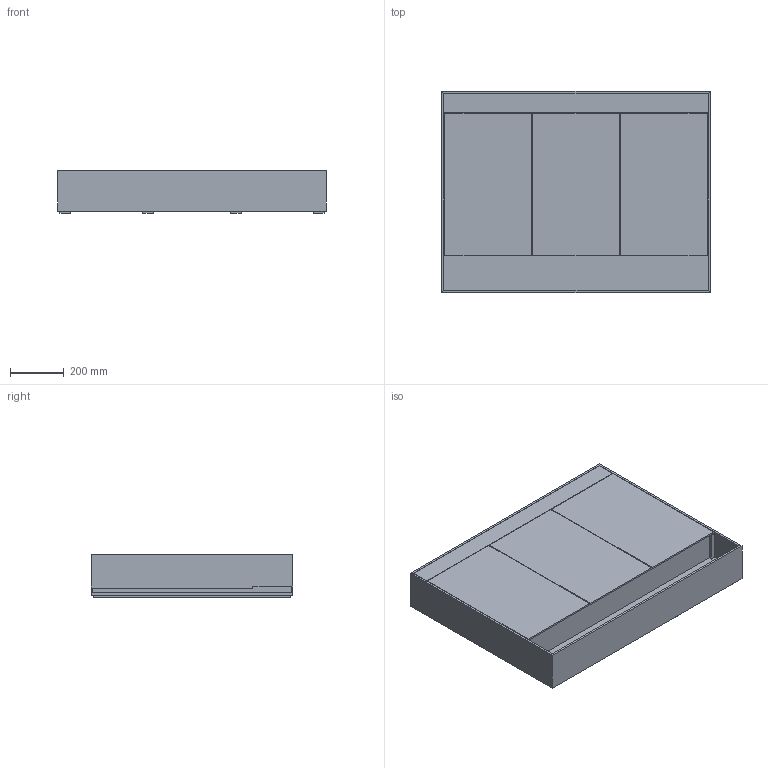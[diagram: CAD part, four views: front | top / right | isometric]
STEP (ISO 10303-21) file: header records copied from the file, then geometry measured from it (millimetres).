
FILE_DESCRIPTION (( 'STEP AP214' ), '1' );
FILE_NAME ('SCA-SPS1-10-3.STEP', '2020-07-31T08:34:44', ( 'User' ), ( '' ), 'SwSTEP 2.0', 'SolidWorks 2019', '' );
FILE_SCHEMA (( 'AUTOMOTIVE_DESIGN' ));
Length unit declared in the file: millimetre
Products named in the file (2): SCA-SPS1-10-3
Bounding box: 1000 x 750 x 158 mm (x, y, z)
Volume: 31650479.2 mm3; surface area: 6603038.3 mm2
Topology: 35 solids, 35 shells, 561 faces, 1431 edges, 946 vertices
Faces by surface type: plane 395, cylinder 152, torus 14
Entity records: 17550 total; most frequent: CARTESIAN_POINT 3100, DIRECTION 2899, ORIENTED_EDGE 2862, EDGE_CURVE 1431, LINE 1041, VECTOR 1041, VERTEX_POINT 946, AXIS2_PLACEMENT_3D 929
